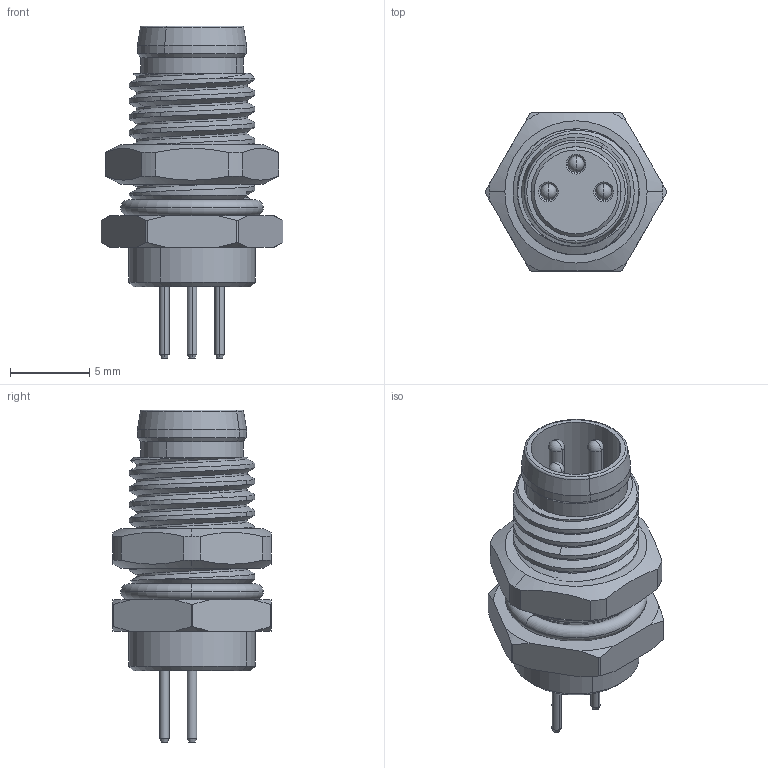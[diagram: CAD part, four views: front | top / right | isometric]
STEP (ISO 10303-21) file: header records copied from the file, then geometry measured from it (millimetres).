
FILE_DESCRIPTION((''),'2;1');
FILE_NAME('PRT0002','2023-11-27T',('gongchengVI'),(''),'PRO/ENGINEER BY PARAMETRIC TECHNOLOGY CORPORATION, 2010280','PRO/ENGINEER BY PARAMETRIC TECHNOLOGY CORPORATION, 2010280','');
FILE_SCHEMA(('CONFIG_CONTROL_DESIGN'));
Length unit declared in the file: millimetre
Products named in the file (1): PRT0002
Bounding box: 11.5 x 10 x 21 mm (x, y, z)
Surface area: 1938.6 mm2 (no closed solid volume)
Topology: 0 solids, 8 shells, 253 faces, 590 edges, 370 vertices
Faces by surface type: cylinder 112, cone 64, plane 53, bspline 12, torus 6, sphere 6
Entity records: 10688 total; most frequent: CARTESIAN_POINT 4877, DIRECTION 1245, ORIENTED_EDGE 1168, EDGE_CURVE 584, AXIS2_PLACEMENT_3D 520, VERTEX_POINT 370, EDGE_LOOP 288, CIRCLE 279
